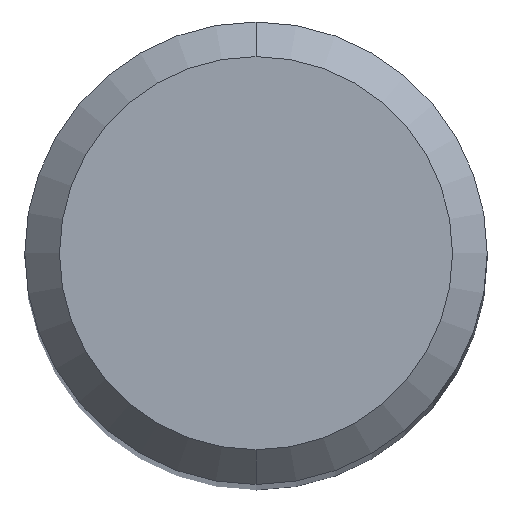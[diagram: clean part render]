
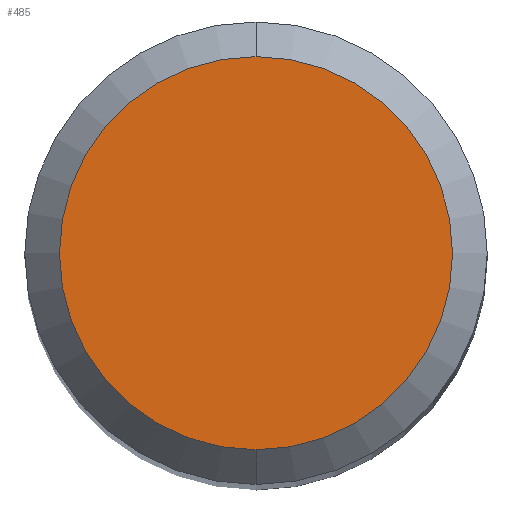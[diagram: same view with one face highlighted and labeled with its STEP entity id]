
A CAD part, top view. The second image highlights one B-rep face of the part: STEP entity #485.
In plain terms, the highlighted planar face has unit normal (0, 0, 1).
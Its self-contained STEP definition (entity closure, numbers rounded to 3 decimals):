
#229=EDGE_CURVE('',#359,#527,#591,.T.);
#359=VERTEX_POINT('',#736);
#387=EDGE_CURVE('',#527,#359,#767,.T.);
#485=ADVANCED_FACE('',(#877),#878,.T.);
#527=VERTEX_POINT('',#924);
#591=CIRCLE('',#1004,1.7);
#736=CARTESIAN_POINT('',(0.,-1.7,0.0));
#767=CIRCLE('',#1351,1.7);
#877=FACE_OUTER_BOUND('',#1545,.T.);
#878=PLANE('',#1546);
#924=CARTESIAN_POINT('',(0.0,1.7,0.0));
#1004=AXIS2_PLACEMENT_3D('',#1689,#1690,#1691);
#1351=AXIS2_PLACEMENT_3D('',#1918,#1919,#1920);
#1545=EDGE_LOOP('',(#2036,#2037));
#1546=AXIS2_PLACEMENT_3D('',#2038,#2039,#2040);
#1689=CARTESIAN_POINT('',(0.0,0.0,0.0));
#1690=DIRECTION('',(0.0,0.0,-1.0));
#1691=DIRECTION('',(0.0,1.0,0.0));
#1918=CARTESIAN_POINT('',(0.0,0.0,0.0));
#1919=DIRECTION('',(0.0,0.0,-1.0));
#1920=DIRECTION('',(0.0,1.0,0.0));
#2036=ORIENTED_EDGE('',*,*,#387,.F.);
#2037=ORIENTED_EDGE('',*,*,#229,.F.);
#2038=CARTESIAN_POINT('',(0.0,0.85,0.0));
#2039=DIRECTION('',(-0.0,0.0,1.0));
#2040=DIRECTION('',(0.0,-1.0,0.0));
